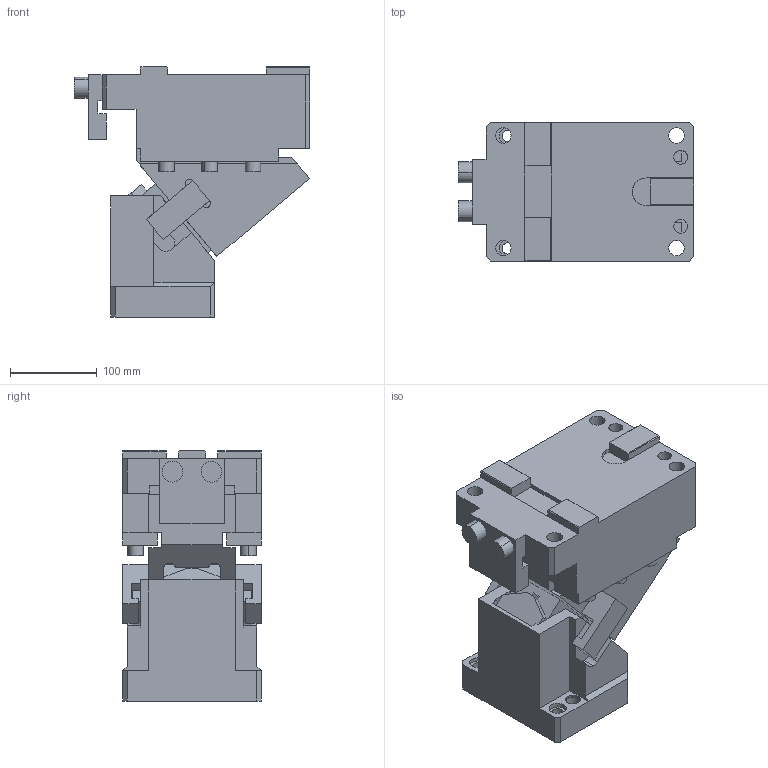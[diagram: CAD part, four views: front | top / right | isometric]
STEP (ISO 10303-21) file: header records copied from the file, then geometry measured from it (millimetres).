
FILE_DESCRIPTION(('CATIA V5 STEP Exchange'),'2;1');
FILE_NAME('CACK_100_50.stp','2015-04-27T08:18:47+00:00',('none'),('none'),'CATIA Version 5 Release 19 SP 2 (IN-10)','CATIA V5 STEP AP203','none');
FILE_SCHEMA(('CONFIG_CONTROL_DESIGN'));
Length unit declared in the file: millimetre
Products named in the file (1): CACK_100_50
Bounding box: 272 x 160 x 289 mm (x, y, z)
Volume: 6187541.3 mm3; surface area: 507453.4 mm2
Topology: 3 solids, 3 shells, 319 faces, 877 edges, 583 vertices
Faces by surface type: plane 214, cylinder 100, cone 4, extrusion 1
Entity records: 10266 total; most frequent: CARTESIAN_POINT 2293, ORIENTED_EDGE 1746, DIRECTION 1392, EDGE_CURVE 873, VECTOR 667, LINE 666, VERTEX_POINT 583, AXIS2_PLACEMENT_3D 452
